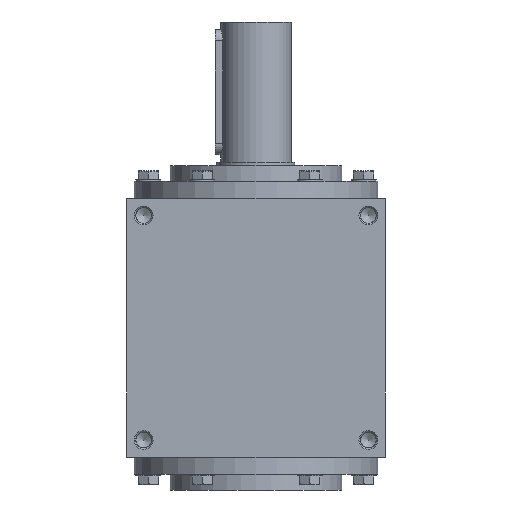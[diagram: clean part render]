
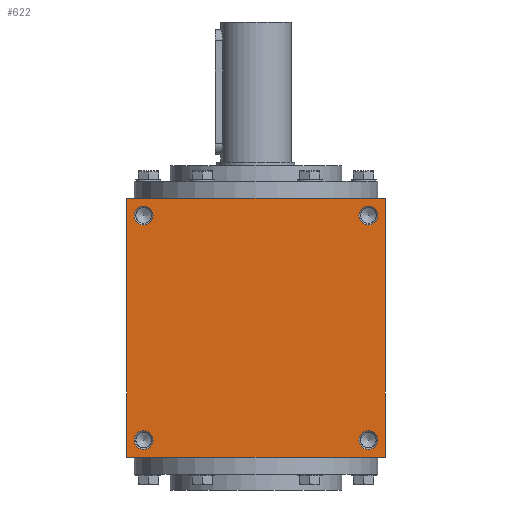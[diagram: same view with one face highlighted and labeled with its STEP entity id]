
A CAD part, left-side view. The second image highlights one B-rep face of the part: STEP entity #622.
In plain terms, the highlighted face is planar.
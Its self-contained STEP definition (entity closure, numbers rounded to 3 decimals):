
#622 = ADVANCED_FACE( '', ( #1244, #1245, #1246, #1247, #1248 ), #1249, .F. );
#1244 = FACE_BOUND( '', #1945, .T. );
#1245 = FACE_BOUND( '', #1946, .T. );
#1246 = FACE_BOUND( '', #1947, .T. );
#1247 = FACE_BOUND( '', #1948, .T. );
#1248 = FACE_OUTER_BOUND( '', #1949, .T. );
#1249 = PLANE( '', #1950 );
#1945 = EDGE_LOOP( '', ( #2969 ) );
#1946 = EDGE_LOOP( '', ( #2970 ) );
#1947 = EDGE_LOOP( '', ( #2971 ) );
#1948 = EDGE_LOOP( '', ( #2972 ) );
#1949 = EDGE_LOOP( '', ( #2973, #2974, #2975, #2976 ) );
#1950 = AXIS2_PLACEMENT_3D( '', #2977, #2978, #2979 );
#2969 = ORIENTED_EDGE( '', *, *, #3787, .F. );
#2970 = ORIENTED_EDGE( '', *, *, #3945, .T. );
#2971 = ORIENTED_EDGE( '', *, *, #3792, .F. );
#2972 = ORIENTED_EDGE( '', *, *, #3946, .T. );
#2973 = ORIENTED_EDGE( '', *, *, #3947, .F. );
#2974 = ORIENTED_EDGE( '', *, *, #3911, .F. );
#2975 = ORIENTED_EDGE( '', *, *, #3704, .F. );
#2976 = ORIENTED_EDGE( '', *, *, #3948, .F. );
#2977 = CARTESIAN_POINT( '', ( 0., 0., -83. ) );
#2978 = DIRECTION( '', ( 0., 0., 1. ) );
#2979 = DIRECTION( '', ( 1., 0., 0. ) );
#3704 = EDGE_CURVE( '', #4272, #4273, #4274, .T. );
#3787 = EDGE_CURVE( '', #4403, #4403, #4404, .T. );
#3792 = EDGE_CURVE( '', #4409, #4409, #4410, .T. );
#3911 = EDGE_CURVE( '', #4273, #4588, #4589, .T. );
#3945 = EDGE_CURVE( '', #4632, #4632, #4633, .T. );
#3946 = EDGE_CURVE( '', #4634, #4634, #4635, .T. );
#3947 = EDGE_CURVE( '', #4588, #4636, #4637, .T. );
#3948 = EDGE_CURVE( '', #4636, #4272, #4638, .T. );
#4272 = VERTEX_POINT( '', #5115 );
#4273 = VERTEX_POINT( '', #5116 );
#4274 = LINE( '', #5117, #5118 );
#4403 = VERTEX_POINT( '', #5283 );
#4404 = CIRCLE( '', #5284, 6. );
#4409 = VERTEX_POINT( '', #5295 );
#4410 = CIRCLE( '', #5296, 6. );
#4588 = VERTEX_POINT( '', #5508 );
#4589 = LINE( '', #5509, #5510 );
#4632 = VERTEX_POINT( '', #5579 );
#4633 = CIRCLE( '', #5580, 6. );
#4634 = VERTEX_POINT( '', #5581 );
#4635 = CIRCLE( '', #5582, 6. );
#4636 = VERTEX_POINT( '', #5583 );
#4637 = LINE( '', #5584, #5585 );
#4638 = LINE( '', #5586, #5587 );
#5115 = CARTESIAN_POINT( '', ( 83., -83., -83. ) );
#5116 = CARTESIAN_POINT( '', ( 83., 83., -83. ) );
#5117 = CARTESIAN_POINT( '', ( 83., -83., -83. ) );
#5118 = VECTOR( '', #5975, 1000. );
#5283 = CARTESIAN_POINT( '', ( -78., 72., -83. ) );
#5284 = AXIS2_PLACEMENT_3D( '', #6111, #6112, #6113 );
#5295 = CARTESIAN_POINT( '', ( -78., -72., -83. ) );
#5296 = AXIS2_PLACEMENT_3D( '', #6115, #6116, #6117 );
#5508 = CARTESIAN_POINT( '', ( -83., 83., -83. ) );
#5509 = CARTESIAN_POINT( '', ( 83., 83., -83. ) );
#5510 = VECTOR( '', #6335, 1000. );
#5579 = CARTESIAN_POINT( '', ( 78., 72., -83. ) );
#5580 = AXIS2_PLACEMENT_3D( '', #6374, #6375, #6376 );
#5581 = CARTESIAN_POINT( '', ( 78., -72., -83. ) );
#5582 = AXIS2_PLACEMENT_3D( '', #6377, #6378, #6379 );
#5583 = CARTESIAN_POINT( '', ( -83., -83., -83. ) );
#5584 = CARTESIAN_POINT( '', ( -83., 83., -83. ) );
#5585 = VECTOR( '', #6380, 1000. );
#5586 = CARTESIAN_POINT( '', ( -83., -83., -83. ) );
#5587 = VECTOR( '', #6381, 1000. );
#5975 = DIRECTION( '', ( 0., 1., 0. ) );
#6111 = CARTESIAN_POINT( '', ( -72., 72., -83. ) );
#6112 = DIRECTION( '', ( 0., 0., -1. ) );
#6113 = DIRECTION( '', ( -1., 0., 0. ) );
#6115 = CARTESIAN_POINT( '', ( -72., -72., -83. ) );
#6116 = DIRECTION( '', ( 0., 0., -1. ) );
#6117 = DIRECTION( '', ( -1., 0., 0. ) );
#6335 = DIRECTION( '', ( -1., 0., 0. ) );
#6374 = CARTESIAN_POINT( '', ( 72., 72., -83. ) );
#6375 = DIRECTION( '', ( 0., 0., 1. ) );
#6376 = DIRECTION( '', ( 1., 0., 0. ) );
#6377 = CARTESIAN_POINT( '', ( 72., -72., -83. ) );
#6378 = DIRECTION( '', ( 0., 0., 1. ) );
#6379 = DIRECTION( '', ( 1., 0., 0. ) );
#6380 = DIRECTION( '', ( 0., -1., 0. ) );
#6381 = DIRECTION( '', ( 1., 0., 0. ) );
